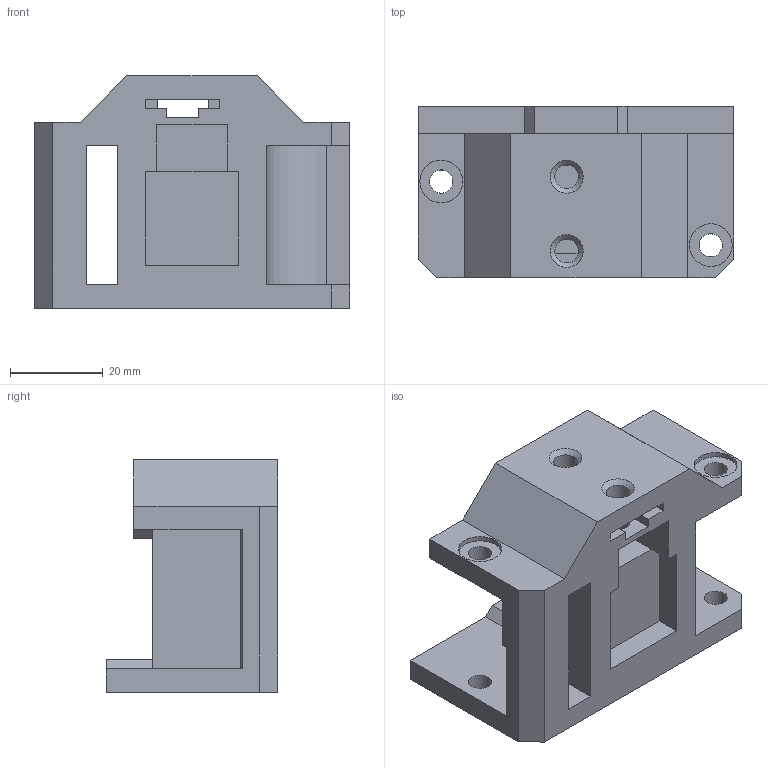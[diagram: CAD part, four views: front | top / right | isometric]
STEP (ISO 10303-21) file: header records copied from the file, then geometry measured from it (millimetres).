
FILE_DESCRIPTION(/* description */ (''),/* implementation_level */ '2;1');
FILE_NAME(/* name */ 'XY Joiner - XY Joiner Right v3.step',/* time_stamp */ '2020-08-03T01:28:25+02:00',/* author */ (''),/* organization */ (''),/* preprocessor_version */ 'ST-DEVELOPER v18.1',/* originating_system */ 'Autodesk Translation Framework v9.3.0.1241',/* authorisation */ '');
FILE_SCHEMA (('AUTOMOTIVE_DESIGN { 1 0 10303 214 3 1 1 }'));
Length unit declared in the file: millimetre
Products named in the file (1): XY Joiner - XY Joiner Right
Bounding box: 68 x 37 x 50 mm (x, y, z)
Volume: 61134.2 mm3; surface area: 18010.6 mm2
Topology: 1 solids, 1 shells, 82 faces, 217 edges, 142 vertices
Faces by surface type: plane 66, cylinder 14, cone 2
Full cylindrical faces by diameter (mm): 5 x4, 5.1 x4, 9 x2, 9.222 x2
Entity records: 2583 total; most frequent: CARTESIAN_POINT 442, ORIENTED_EDGE 434, DIRECTION 413, EDGE_CURVE 217, LINE 187, VECTOR 187, VERTEX_POINT 142, AXIS2_PLACEMENT_3D 113
